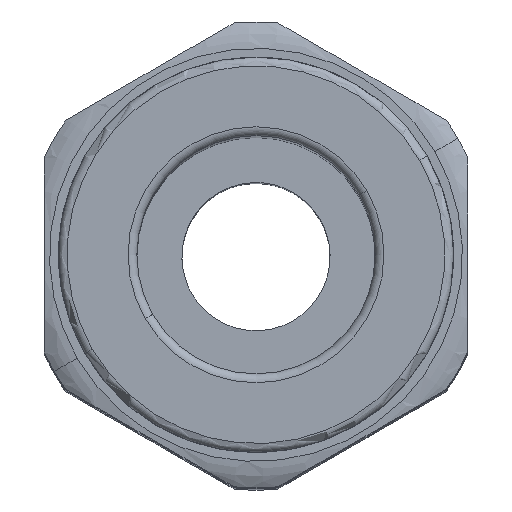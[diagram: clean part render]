
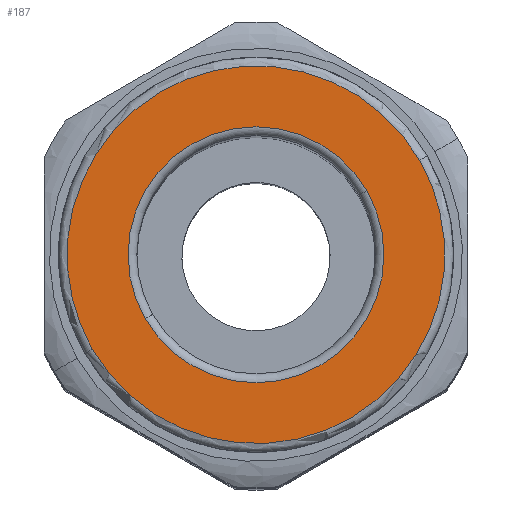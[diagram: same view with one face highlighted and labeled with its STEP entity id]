
A CAD part, top view. The second image highlights one B-rep face of the part: STEP entity #187.
In plain terms, the highlighted planar face has unit normal (0, 0, 1).
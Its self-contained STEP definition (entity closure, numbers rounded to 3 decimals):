
#54=AXIS2_PLACEMENT_3D('Circle Axis2P3D',#52,#53,$) ;
#114=AXIS2_PLACEMENT_3D('Circle Axis2P3D',#112,#113,$) ;
#127=AXIS2_PLACEMENT_3D('Plane Axis2P3D',#124,#125,#126) ;
#49=CARTESIAN_POINT('Vertex',(18.279,16.825,94.)) ;
#52=CARTESIAN_POINT('Axis2P3D Location',(12.,13.2,94.)) ;
#56=CARTESIAN_POINT('Vertex',(5.721,9.575,94.)) ;
#112=CARTESIAN_POINT('Axis2P3D Location',(12.,13.2,94.)) ;
#124=CARTESIAN_POINT('Axis2P3D Location',(8.625,19.046,94.)) ;
#130=CARTESIAN_POINT('Control Point',(2.734,7.85,94.)) ;
#131=CARTESIAN_POINT('Control Point',(3.294,6.879,94.)) ;
#132=CARTESIAN_POINT('Control Point',(3.983,5.981,94.)) ;
#133=CARTESIAN_POINT('Control Point',(4.785,5.178,94.)) ;
#134=CARTESIAN_POINT('Control Point',(6.582,3.803,94.)) ;
#135=CARTESIAN_POINT('Control Point',(8.672,2.937,94.)) ;
#136=CARTESIAN_POINT('Control Point',(9.769,2.644,94.)) ;
#137=CARTESIAN_POINT('Control Point',(12.013,2.353,94.)) ;
#138=CARTESIAN_POINT('Control Point',(14.256,2.65,94.)) ;
#139=CARTESIAN_POINT('Control Point',(15.352,2.945,94.)) ;
#140=CARTESIAN_POINT('Control Point',(17.44,3.816,94.)) ;
#141=CARTESIAN_POINT('Control Point',(19.233,5.195,94.)) ;
#142=CARTESIAN_POINT('Control Point',(20.034,5.999,94.)) ;
#143=CARTESIAN_POINT('Control Point',(21.406,7.798,94.)) ;
#144=CARTESIAN_POINT('Control Point',(22.269,9.89,94.)) ;
#145=CARTESIAN_POINT('Control Point',(22.559,10.987,94.)) ;
#146=CARTESIAN_POINT('Control Point',(22.846,13.224,94.)) ;
#147=CARTESIAN_POINT('Control Point',(22.548,15.459,94.)) ;
#148=CARTESIAN_POINT('Control Point',(22.255,16.548,94.)) ;
#149=CARTESIAN_POINT('Control Point',(21.824,17.585,94.)) ;
#150=CARTESIAN_POINT('Control Point',(21.266,18.55,94.)) ;
#151=CARTESIAN_POINT('Vertex',(2.734,7.85,94.)) ;
#153=CARTESIAN_POINT('Vertex',(21.266,18.55,94.)) ;
#157=CARTESIAN_POINT('Control Point',(21.266,18.55,94.)) ;
#158=CARTESIAN_POINT('Control Point',(20.706,19.521,94.)) ;
#159=CARTESIAN_POINT('Control Point',(20.017,20.419,94.)) ;
#160=CARTESIAN_POINT('Control Point',(19.215,21.222,94.)) ;
#161=CARTESIAN_POINT('Control Point',(17.418,22.597,94.)) ;
#162=CARTESIAN_POINT('Control Point',(15.328,23.463,94.)) ;
#163=CARTESIAN_POINT('Control Point',(14.231,23.756,94.)) ;
#164=CARTESIAN_POINT('Control Point',(11.987,24.047,94.)) ;
#165=CARTESIAN_POINT('Control Point',(9.744,23.75,94.)) ;
#166=CARTESIAN_POINT('Control Point',(8.648,23.455,94.)) ;
#167=CARTESIAN_POINT('Control Point',(6.56,22.584,94.)) ;
#168=CARTESIAN_POINT('Control Point',(4.767,21.205,94.)) ;
#169=CARTESIAN_POINT('Control Point',(3.966,20.401,94.)) ;
#170=CARTESIAN_POINT('Control Point',(2.594,18.602,94.)) ;
#171=CARTESIAN_POINT('Control Point',(1.731,16.51,94.)) ;
#172=CARTESIAN_POINT('Control Point',(1.441,15.413,94.)) ;
#173=CARTESIAN_POINT('Control Point',(1.154,13.176,94.)) ;
#174=CARTESIAN_POINT('Control Point',(1.452,10.941,94.)) ;
#175=CARTESIAN_POINT('Control Point',(1.745,9.852,94.)) ;
#176=CARTESIAN_POINT('Control Point',(2.176,8.815,94.)) ;
#177=CARTESIAN_POINT('Control Point',(2.734,7.85,94.)) ;
#53=DIRECTION('Axis2P3D Direction',(0.,0.,-1.)) ;
#113=DIRECTION('Axis2P3D Direction',(0.,0.,-1.)) ;
#125=DIRECTION('Axis2P3D Direction',(0.,0.,-1.)) ;
#126=DIRECTION('Axis2P3D XDirection',(-0.866,-0.5,0.)) ;
#180=ORIENTED_EDGE('',*,*,#155,.T.) ;
#181=ORIENTED_EDGE('',*,*,#178,.T.) ;
#184=ORIENTED_EDGE('',*,*,#58,.T.) ;
#185=ORIENTED_EDGE('',*,*,#116,.T.) ;
#186=FACE_BOUND('',#183,.T.) ;
#187=ADVANCED_FACE('Verrundung3',(#182,#186),#128,.F.) ;
#129=B_SPLINE_CURVE_WITH_KNOTS('',5,(#130,#131,#132,#133,#134,#135,#136,#137,#138,#139,#140,#141,#142,#143,#144,#145,#146,#147,#148,#149,#150),.UNSPECIFIED.,.F.,.U.,(6,3,3,3,3,3,6),(0.,7.932,15.864,23.796,31.727,39.659,47.538),.UNSPECIFIED.) ;
#156=B_SPLINE_CURVE_WITH_KNOTS('',5,(#157,#158,#159,#160,#161,#162,#163,#164,#165,#166,#167,#168,#169,#170,#171,#172,#173,#174,#175,#176,#177),.UNSPECIFIED.,.F.,.U.,(6,3,3,3,3,3,6),(0.,7.932,15.864,23.796,31.727,39.659,47.538),.UNSPECIFIED.) ;
#55=CIRCLE('generated circle',#54,7.25) ;
#115=CIRCLE('generated circle',#114,7.25) ;
#58=EDGE_CURVE('',#57,#50,#55,.T.) ;
#116=EDGE_CURVE('',#50,#57,#115,.T.) ;
#155=EDGE_CURVE('',#152,#154,#129,.T.) ;
#178=EDGE_CURVE('',#154,#152,#156,.T.) ;
#179=EDGE_LOOP('',(#180,#181)) ;
#183=EDGE_LOOP('',(#184,#185)) ;
#182=FACE_OUTER_BOUND('',#179,.T.) ;
#128=PLANE('',#127) ;
#50=VERTEX_POINT('',#49) ;
#57=VERTEX_POINT('',#56) ;
#152=VERTEX_POINT('',#151) ;
#154=VERTEX_POINT('',#153) ;
